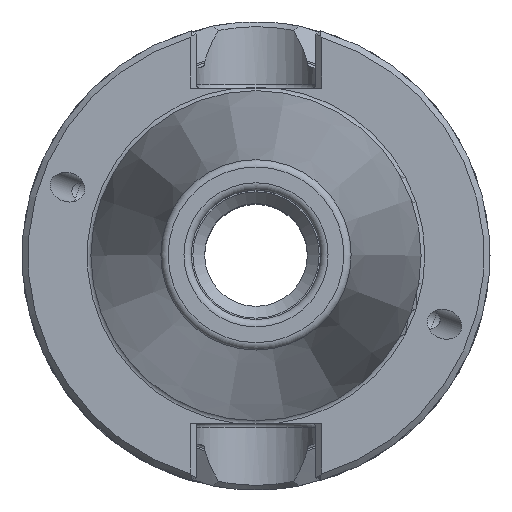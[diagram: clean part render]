
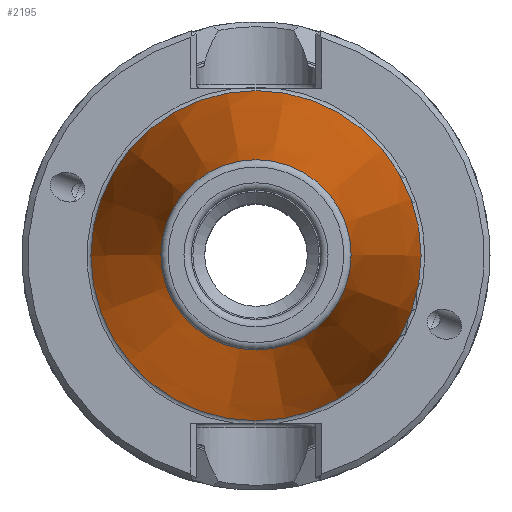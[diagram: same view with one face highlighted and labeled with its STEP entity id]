
A CAD part, top view. The second image highlights one B-rep face of the part: STEP entity #2195.
In plain terms, the highlighted conical face has half-angle 8.297 degrees and reference radius 12.812 mm.
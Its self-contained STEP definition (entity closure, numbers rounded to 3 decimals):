
#165=CONICAL_SURFACE('',#2353,12.812,0.145);
#190=CIRCLE('',#2253,22.225);
#228=CIRCLE('',#2352,12.812);
#590=ORIENTED_EDGE('',*,*,#687,.T.);
#591=ORIENTED_EDGE('',*,*,#832,.F.);
#687=EDGE_CURVE('',#879,#879,#190,.T.);
#832=EDGE_CURVE('',#976,#976,#228,.T.);
#879=VERTEX_POINT('',#2942);
#976=VERTEX_POINT('',#3451);
#1145=EDGE_LOOP('',(#590));
#1146=EDGE_LOOP('',(#591));
#1310=FACE_BOUND('',#1145,.T.);
#1311=FACE_BOUND('',#1146,.T.);
#2195=ADVANCED_FACE('',(#1310,#1311),#165,.T.);
#2253=AXIS2_PLACEMENT_3D('',#2941,#2453,#2454);
#2352=AXIS2_PLACEMENT_3D('',#3450,#2707,#2708);
#2353=AXIS2_PLACEMENT_3D('',#3452,#2709,#2710);
#2453=DIRECTION('',(0.,0.,1.));
#2454=DIRECTION('',(1.,0.,0.));
#2707=DIRECTION('',(0.,0.,1.));
#2708=DIRECTION('',(1.,0.,0.));
#2709=DIRECTION('',(0.,0.,-1.));
#2710=DIRECTION('',(-1.,0.,0.));
#2941=CARTESIAN_POINT('',(0.,0.,0.));
#2942=CARTESIAN_POINT('',(22.225,0.,0.));
#3450=CARTESIAN_POINT('',(0.,0.,64.544));
#3451=CARTESIAN_POINT('',(12.812,0.,64.544));
#3452=CARTESIAN_POINT('',(0.,0.,64.544));
